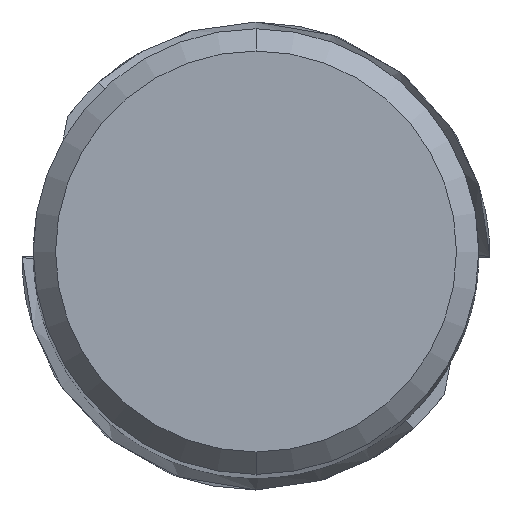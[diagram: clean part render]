
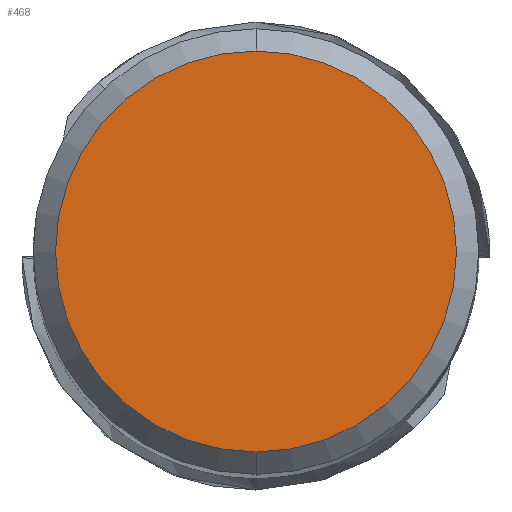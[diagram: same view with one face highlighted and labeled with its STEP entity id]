
A CAD part, top view. The second image highlights one B-rep face of the part: STEP entity #468.
In plain terms, the highlighted planar face has unit normal (0, 0, 1).
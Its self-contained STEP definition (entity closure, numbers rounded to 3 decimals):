
#392=VERTEX_POINT('',#1059);
#468=ADVANCED_FACE('',(#1143),#1144,.T.);
#608=EDGE_CURVE('',#392,#948,#1303,.T.);
#746=EDGE_CURVE('',#948,#392,#1451,.T.);
#948=VERTEX_POINT('',#1669);
#1059=CARTESIAN_POINT('',(0.,-5.4,0.0));
#1143=FACE_OUTER_BOUND('',#2410,.T.);
#1144=PLANE('',#2411);
#1303=CIRCLE('',#3627,5.4);
#1451=CIRCLE('',#4291,5.4);
#1669=CARTESIAN_POINT('',(0.0,5.4,0.0));
#2410=EDGE_LOOP('',(#5686,#5687));
#2411=AXIS2_PLACEMENT_3D('',#5688,#5689,#5690);
#3627=AXIS2_PLACEMENT_3D('',#5920,#5921,#5922);
#4291=AXIS2_PLACEMENT_3D('',#6099,#6100,#6101);
#5686=ORIENTED_EDGE('',*,*,#746,.F.);
#5687=ORIENTED_EDGE('',*,*,#608,.F.);
#5688=CARTESIAN_POINT('',(0.0,2.7,0.0));
#5689=DIRECTION('',(-0.0,0.0,1.0));
#5690=DIRECTION('',(0.0,-1.0,0.0));
#5920=CARTESIAN_POINT('',(0.0,0.0,0.0));
#5921=DIRECTION('',(0.0,0.0,-1.0));
#5922=DIRECTION('',(0.0,1.0,0.0));
#6099=CARTESIAN_POINT('',(0.0,0.0,0.0));
#6100=DIRECTION('',(0.0,0.0,-1.0));
#6101=DIRECTION('',(0.0,1.0,0.0));
